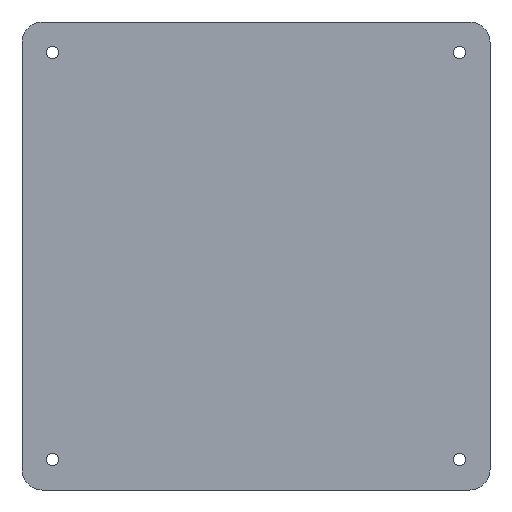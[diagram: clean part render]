
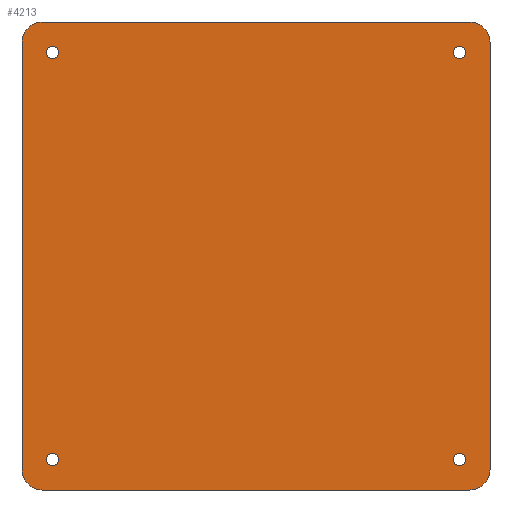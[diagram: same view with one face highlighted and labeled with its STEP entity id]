
A CAD part, front view. The second image highlights one B-rep face of the part: STEP entity #4213.
In plain terms, the highlighted planar face has unit normal (0, -1, 0).
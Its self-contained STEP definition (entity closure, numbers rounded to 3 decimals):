
#6 = CARTESIAN_POINT ( 'NONE',  ( -115., 0., -115. ) ) ;
#49 = CIRCLE ( 'NONE', #2161, 3. ) ;
#62 = CARTESIAN_POINT ( 'NONE',  ( 100., 0., -100. ) ) ;
#93 = CARTESIAN_POINT ( 'NONE',  ( -100., 0., 100. ) ) ;
#117 = EDGE_CURVE ( 'NONE', #990, #2834, #3254, .T. ) ;
#125 = FACE_BOUND ( 'NONE', #5478, .T. ) ;
#143 = EDGE_CURVE ( 'NONE', #2519, #3999, #4925, .T. ) ;
#215 = DIRECTION ( 'NONE',  ( 0., -1., 0. ) ) ;
#261 = DIRECTION ( 'NONE',  ( 0., -1., 0. ) ) ;
#386 = DIRECTION ( 'NONE',  ( 0., 0., -1. ) ) ;
#446 = EDGE_CURVE ( 'NONE', #4921, #4818, #1711, .T. ) ;
#540 = ORIENTED_EDGE ( 'NONE', *, *, #446, .F. ) ;
#545 = CIRCLE ( 'NONE', #5410, 3. ) ;
#592 = EDGE_LOOP ( 'NONE', ( #5371, #5253 ) ) ;
#608 = CARTESIAN_POINT ( 'NONE',  ( 105., 0., 115. ) ) ;
#623 = CIRCLE ( 'NONE', #1368, 10. ) ;
#664 = ORIENTED_EDGE ( 'NONE', *, *, #2268, .F. ) ;
#667 = EDGE_CURVE ( 'NONE', #4818, #4921, #49, .T. ) ;
#693 = CARTESIAN_POINT ( 'NONE',  ( -100., 0., 100. ) ) ;
#761 = ORIENTED_EDGE ( 'NONE', *, *, #3875, .F. ) ;
#899 = EDGE_CURVE ( 'NONE', #912, #3748, #3904, .T. ) ;
#912 = VERTEX_POINT ( 'NONE', #5290 ) ;
#990 = VERTEX_POINT ( 'NONE', #3138 ) ;
#999 = VERTEX_POINT ( 'NONE', #3164 ) ;
#1017 = FACE_OUTER_BOUND ( 'NONE', #2839, .T. ) ;
#1078 = CARTESIAN_POINT ( 'NONE',  ( -100., 0., -100. ) ) ;
#1079 = VERTEX_POINT ( 'NONE', #4523 ) ;
#1098 = DIRECTION ( 'NONE',  ( 0., 0., -1. ) ) ;
#1123 = EDGE_CURVE ( 'NONE', #2749, #5241, #1895, .T. ) ;
#1130 = CARTESIAN_POINT ( 'NONE',  ( 100., 0., 100. ) ) ;
#1187 = DIRECTION ( 'NONE',  ( 0., -1., 0. ) ) ;
#1197 = DIRECTION ( 'NONE',  ( 0., 0., -1. ) ) ;
#1253 = ORIENTED_EDGE ( 'NONE', *, *, #2031, .F. ) ;
#1321 = ORIENTED_EDGE ( 'NONE', *, *, #667, .F. ) ;
#1368 = AXIS2_PLACEMENT_3D ( 'NONE', #5648, #1187, #2970 ) ;
#1395 = DIRECTION ( 'NONE',  ( 0., -1., 0. ) ) ;
#1504 = CARTESIAN_POINT ( 'NONE',  ( -100., 0., 103. ) ) ;
#1540 = CARTESIAN_POINT ( 'NONE',  ( -105., 0., 105. ) ) ;
#1557 = CIRCLE ( 'NONE', #4683, 10. ) ;
#1566 = CIRCLE ( 'NONE', #4778, 3. ) ;
#1587 = CARTESIAN_POINT ( 'NONE',  ( 105., 0., -105. ) ) ;
#1599 = CARTESIAN_POINT ( 'NONE',  ( 100., 0., -97. ) ) ;
#1642 = EDGE_CURVE ( 'NONE', #3748, #912, #5187, .T. ) ;
#1692 = ORIENTED_EDGE ( 'NONE', *, *, #5058, .F. ) ;
#1711 = CIRCLE ( 'NONE', #3089, 3. ) ;
#1759 = ORIENTED_EDGE ( 'NONE', *, *, #1123, .T. ) ;
#1771 = EDGE_CURVE ( 'NONE', #2749, #999, #4711, .T. ) ;
#1810 = CARTESIAN_POINT ( 'NONE',  ( -105., 0., -105. ) ) ;
#1825 = LINE ( 'NONE', #3964, #3118 ) ;
#1834 = ORIENTED_EDGE ( 'NONE', *, *, #117, .T. ) ;
#1895 = CIRCLE ( 'NONE', #2255, 10. ) ;
#1897 = FACE_BOUND ( 'NONE', #4345, .T. ) ;
#1984 = DIRECTION ( 'NONE',  ( 1., 0., 0. ) ) ;
#1992 = AXIS2_PLACEMENT_3D ( 'NONE', #1540, #2423, #1098 ) ;
#1993 = DIRECTION ( 'NONE',  ( 0., 0., -1. ) ) ;
#2031 = EDGE_CURVE ( 'NONE', #990, #4102, #3695, .T. ) ;
#2129 = CARTESIAN_POINT ( 'NONE',  ( -100., 0., 97. ) ) ;
#2161 = AXIS2_PLACEMENT_3D ( 'NONE', #1130, #3287, #2456 ) ;
#2255 = AXIS2_PLACEMENT_3D ( 'NONE', #1587, #3770, #3829 ) ;
#2268 = EDGE_CURVE ( 'NONE', #1079, #4608, #4893, .T. ) ;
#2423 = DIRECTION ( 'NONE',  ( 0., -1., 0. ) ) ;
#2454 = DIRECTION ( 'NONE',  ( 0., -1., 0. ) ) ;
#2456 = DIRECTION ( 'NONE',  ( 0., 0., -1. ) ) ;
#2519 = VERTEX_POINT ( 'NONE', #1504 ) ;
#2541 = ORIENTED_EDGE ( 'NONE', *, *, #1771, .F. ) ;
#2558 = CARTESIAN_POINT ( 'NONE',  ( -115., 0., -105. ) ) ;
#2609 = AXIS2_PLACEMENT_3D ( 'NONE', #2920, #261, #5154 ) ;
#2618 = CARTESIAN_POINT ( 'NONE',  ( -115., 0., 105. ) ) ;
#2736 = DIRECTION ( 'NONE',  ( 0., 0., -1. ) ) ;
#2749 = VERTEX_POINT ( 'NONE', #4011 ) ;
#2805 = AXIS2_PLACEMENT_3D ( 'NONE', #1078, #215, #1993 ) ;
#2833 = CARTESIAN_POINT ( 'NONE',  ( -115., 0., 115. ) ) ;
#2834 = VERTEX_POINT ( 'NONE', #2618 ) ;
#2839 = EDGE_LOOP ( 'NONE', ( #1253, #1834, #761, #2941, #2541, #1759, #5404, #3593 ) ) ;
#2920 = CARTESIAN_POINT ( 'NONE',  ( -100., 0., -100. ) ) ;
#2941 = ORIENTED_EDGE ( 'NONE', *, *, #4191, .T. ) ;
#2952 = DIRECTION ( 'NONE',  ( 0., -1., 0. ) ) ;
#2970 = DIRECTION ( 'NONE',  ( 0., 0., -1. ) ) ;
#3007 = EDGE_CURVE ( 'NONE', #3233, #5241, #4024, .T. ) ;
#3031 = CARTESIAN_POINT ( 'NONE',  ( 115., 0., 105. ) ) ;
#3079 = CARTESIAN_POINT ( 'NONE',  ( 100., 0., 103. ) ) ;
#3089 = AXIS2_PLACEMENT_3D ( 'NONE', #3273, #3676, #5116 ) ;
#3118 = VECTOR ( 'NONE', #3880, 1000. ) ;
#3120 = DIRECTION ( 'NONE',  ( 0., -1., 0. ) ) ;
#3138 = CARTESIAN_POINT ( 'NONE',  ( -105., 0., 115. ) ) ;
#3164 = CARTESIAN_POINT ( 'NONE',  ( -105., 0., -115. ) ) ;
#3199 = DIRECTION ( 'NONE',  ( 0., 0., -1. ) ) ;
#3206 = FACE_BOUND ( 'NONE', #592, .T. ) ;
#3233 = VERTEX_POINT ( 'NONE', #3031 ) ;
#3254 = CIRCLE ( 'NONE', #1992, 10. ) ;
#3273 = CARTESIAN_POINT ( 'NONE',  ( 100., 0., 100. ) ) ;
#3287 = DIRECTION ( 'NONE',  ( 0., -1., 0. ) ) ;
#3351 = CARTESIAN_POINT ( 'NONE',  ( 115., 0., -115. ) ) ;
#3485 = AXIS2_PLACEMENT_3D ( 'NONE', #3351, #2952, #1197 ) ;
#3537 = VECTOR ( 'NONE', #5331, 1000. ) ;
#3549 = DIRECTION ( 'NONE',  ( 0., -1., 0. ) ) ;
#3593 = ORIENTED_EDGE ( 'NONE', *, *, #4760, .T. ) ;
#3629 = DIRECTION ( 'NONE',  ( 0., 0., -1. ) ) ;
#3676 = DIRECTION ( 'NONE',  ( 0., -1., 0. ) ) ;
#3695 = LINE ( 'NONE', #2833, #3824 ) ;
#3748 = VERTEX_POINT ( 'NONE', #5568 ) ;
#3770 = DIRECTION ( 'NONE',  ( 0., -1., 0. ) ) ;
#3824 = VECTOR ( 'NONE', #1984, 1000. ) ;
#3829 = DIRECTION ( 'NONE',  ( 0., 0., -1. ) ) ;
#3875 = EDGE_CURVE ( 'NONE', #4695, #2834, #1825, .T. ) ;
#3880 = DIRECTION ( 'NONE',  ( 0., 0., 1. ) ) ;
#3904 = CIRCLE ( 'NONE', #2609, 3. ) ;
#3964 = CARTESIAN_POINT ( 'NONE',  ( -115., 0., 115. ) ) ;
#3994 = CARTESIAN_POINT ( 'NONE',  ( 115., 0., 115. ) ) ;
#3999 = VERTEX_POINT ( 'NONE', #2129 ) ;
#4011 = CARTESIAN_POINT ( 'NONE',  ( 105., 0., -115. ) ) ;
#4024 = LINE ( 'NONE', #3994, #4458 ) ;
#4068 = FACE_BOUND ( 'NONE', #4599, .T. ) ;
#4102 = VERTEX_POINT ( 'NONE', #608 ) ;
#4157 = PLANE ( 'NONE',  #3485 ) ;
#4191 = EDGE_CURVE ( 'NONE', #4695, #999, #1557, .T. ) ;
#4213 = ADVANCED_FACE ( 'NONE', ( #4068, #125, #1897, #3206, #1017 ), #4157, .T. ) ;
#4334 = DIRECTION ( 'NONE',  ( 0., -1., 0. ) ) ;
#4345 = EDGE_LOOP ( 'NONE', ( #664, #1692 ) ) ;
#4458 = VECTOR ( 'NONE', #5278, 1000. ) ;
#4523 = CARTESIAN_POINT ( 'NONE',  ( 100., 0., -103. ) ) ;
#4526 = EDGE_CURVE ( 'NONE', #3999, #2519, #1566, .T. ) ;
#4599 = EDGE_LOOP ( 'NONE', ( #4780, #5196 ) ) ;
#4608 = VERTEX_POINT ( 'NONE', #1599 ) ;
#4683 = AXIS2_PLACEMENT_3D ( 'NONE', #1810, #3549, #5306 ) ;
#4695 = VERTEX_POINT ( 'NONE', #2558 ) ;
#4711 = LINE ( 'NONE', #6, #3537 ) ;
#4760 = EDGE_CURVE ( 'NONE', #3233, #4102, #623, .T. ) ;
#4770 = CARTESIAN_POINT ( 'NONE',  ( 100., 0., -100. ) ) ;
#4778 = AXIS2_PLACEMENT_3D ( 'NONE', #93, #1395, #2736 ) ;
#4780 = ORIENTED_EDGE ( 'NONE', *, *, #4526, .F. ) ;
#4795 = AXIS2_PLACEMENT_3D ( 'NONE', #62, #3120, #3629 ) ;
#4818 = VERTEX_POINT ( 'NONE', #5294 ) ;
#4893 = CIRCLE ( 'NONE', #4795, 3. ) ;
#4921 = VERTEX_POINT ( 'NONE', #3079 ) ;
#4925 = CIRCLE ( 'NONE', #5105, 3. ) ;
#5058 = EDGE_CURVE ( 'NONE', #4608, #1079, #545, .T. ) ;
#5105 = AXIS2_PLACEMENT_3D ( 'NONE', #693, #2454, #3199 ) ;
#5116 = DIRECTION ( 'NONE',  ( 0., 0., -1. ) ) ;
#5154 = DIRECTION ( 'NONE',  ( 0., 0., -1. ) ) ;
#5187 = CIRCLE ( 'NONE', #2805, 3. ) ;
#5196 = ORIENTED_EDGE ( 'NONE', *, *, #143, .F. ) ;
#5241 = VERTEX_POINT ( 'NONE', #5565 ) ;
#5253 = ORIENTED_EDGE ( 'NONE', *, *, #1642, .F. ) ;
#5278 = DIRECTION ( 'NONE',  ( 0., 0., -1. ) ) ;
#5290 = CARTESIAN_POINT ( 'NONE',  ( -100., 0., -103. ) ) ;
#5294 = CARTESIAN_POINT ( 'NONE',  ( 100., 0., 97. ) ) ;
#5306 = DIRECTION ( 'NONE',  ( 0., 0., -1. ) ) ;
#5331 = DIRECTION ( 'NONE',  ( -1., 0., 0. ) ) ;
#5371 = ORIENTED_EDGE ( 'NONE', *, *, #899, .F. ) ;
#5404 = ORIENTED_EDGE ( 'NONE', *, *, #3007, .F. ) ;
#5410 = AXIS2_PLACEMENT_3D ( 'NONE', #4770, #4334, #386 ) ;
#5478 = EDGE_LOOP ( 'NONE', ( #1321, #540 ) ) ;
#5565 = CARTESIAN_POINT ( 'NONE',  ( 115., 0., -105. ) ) ;
#5568 = CARTESIAN_POINT ( 'NONE',  ( -100., 0., -97. ) ) ;
#5648 = CARTESIAN_POINT ( 'NONE',  ( 105., 0., 105. ) ) ;
